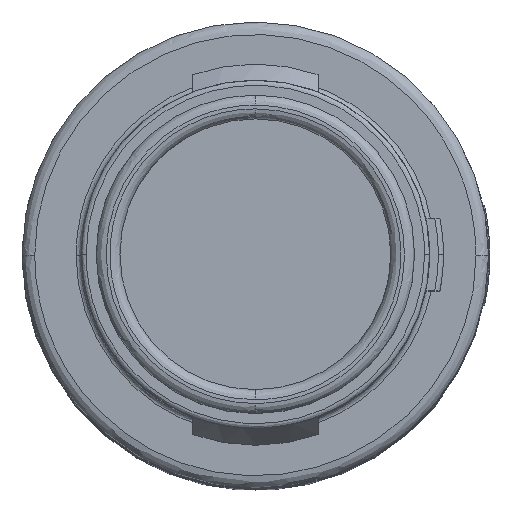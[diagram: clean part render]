
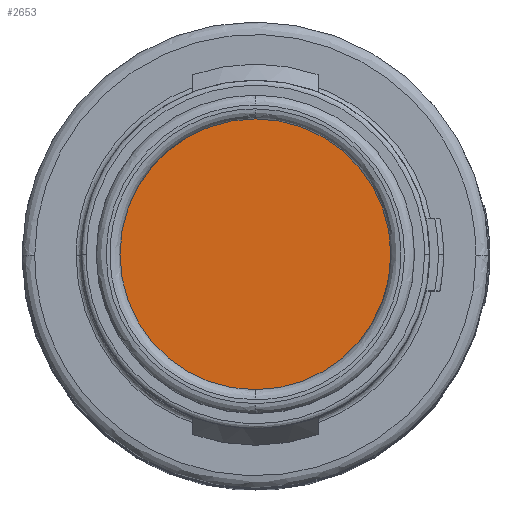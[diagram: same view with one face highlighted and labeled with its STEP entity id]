
A CAD part, top view. The second image highlights one B-rep face of the part: STEP entity #2653.
In plain terms, the highlighted planar face has unit normal (0, 0, 1).
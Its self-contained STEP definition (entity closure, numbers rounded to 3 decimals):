
#182 = CARTESIAN_POINT ( 'NONE',  ( 0., 2.7, 9.3 ) ) ;
#1409 = EDGE_CURVE ( 'NONE', #2642, #2507, #4369, .T. ) ;
#1463 = AXIS2_PLACEMENT_3D ( 'NONE', #2142, #2747, #3071 ) ;
#2095 = FACE_OUTER_BOUND ( 'NONE', #5517, .T. ) ;
#2142 = CARTESIAN_POINT ( 'NONE',  ( 0., 0., 9.3 ) ) ;
#2147 = AXIS2_PLACEMENT_3D ( 'NONE', #2649, #2628, #2517 ) ;
#2394 = ORIENTED_EDGE ( 'NONE', *, *, #1409, .F. ) ;
#2507 = VERTEX_POINT ( 'NONE', #182 ) ;
#2517 = DIRECTION ( 'NONE',  ( 0., -1., 0. ) ) ;
#2628 = DIRECTION ( 'NONE',  ( 0., 0., -1. ) ) ;
#2642 = VERTEX_POINT ( 'NONE', #6057 ) ;
#2649 = CARTESIAN_POINT ( 'NONE',  ( 0., 0., 9.3 ) ) ;
#2653 = ADVANCED_FACE ( 'NONE', ( #2095 ), #6157, .T. ) ;
#2747 = DIRECTION ( 'NONE',  ( 0., 0., -1. ) ) ;
#3071 = DIRECTION ( 'NONE',  ( 0., -1., 0. ) ) ;
#3969 = CIRCLE ( 'NONE', #2147, 2.7 ) ;
#3995 = AXIS2_PLACEMENT_3D ( 'NONE', #5762, #5741, #5723 ) ;
#4369 = CIRCLE ( 'NONE', #1463, 2.7 ) ;
#4685 = EDGE_CURVE ( 'NONE', #2507, #2642, #3969, .T. ) ;
#5517 = EDGE_LOOP ( 'NONE', ( #2394, #6504 ) ) ;
#5723 = DIRECTION ( 'NONE',  ( 1., 0., 0. ) ) ;
#5741 = DIRECTION ( 'NONE',  ( 0., 0., 1. ) ) ;
#5762 = CARTESIAN_POINT ( 'NONE',  ( 0., 0., 9.3 ) ) ;
#6057 = CARTESIAN_POINT ( 'NONE',  ( 0., -2.7, 9.3 ) ) ;
#6157 = PLANE ( 'NONE',  #3995 ) ;
#6504 = ORIENTED_EDGE ( 'NONE', *, *, #4685, .F. ) ;
